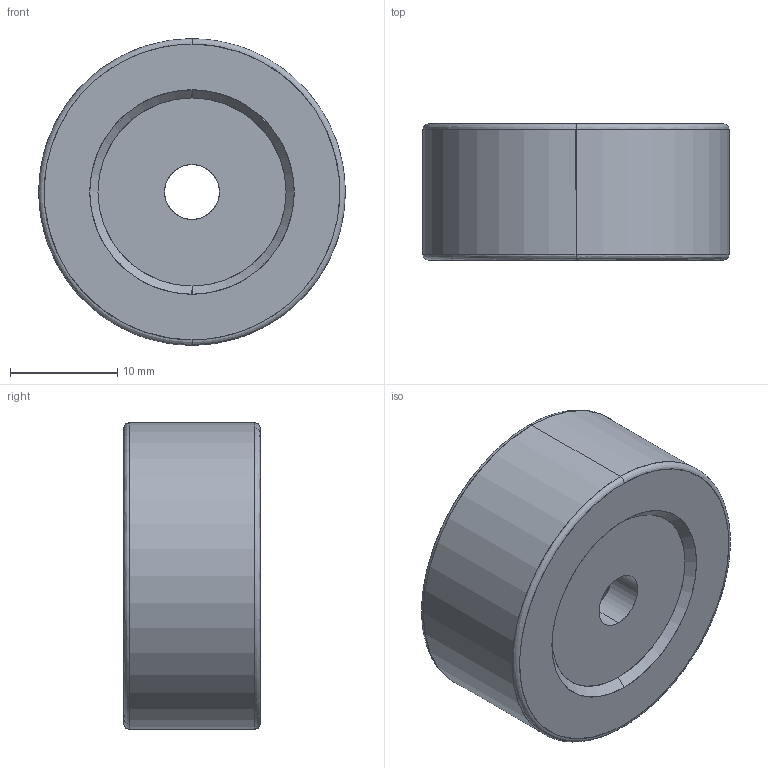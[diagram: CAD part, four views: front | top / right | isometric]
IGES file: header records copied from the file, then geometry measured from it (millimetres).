
Start section: SolidWorks IGES file using analytic representation for surfaces
Global section: file name: CO-F-SM 1.0.IGS; native system: SolidWorks 2016; preprocessor: SolidWorks 2016; author: Eliot; date: 160916.161210; units: inch
Bounding box: 28.57 x 12.7 x 28.57 mm (x, y, z)
Surface area: 2565.4 mm2 (no closed solid volume)
Topology: 0 solids, 0 shells, 17 faces, 312 edges, 312 vertices
Faces by surface type: bspline 9, revolution 8
